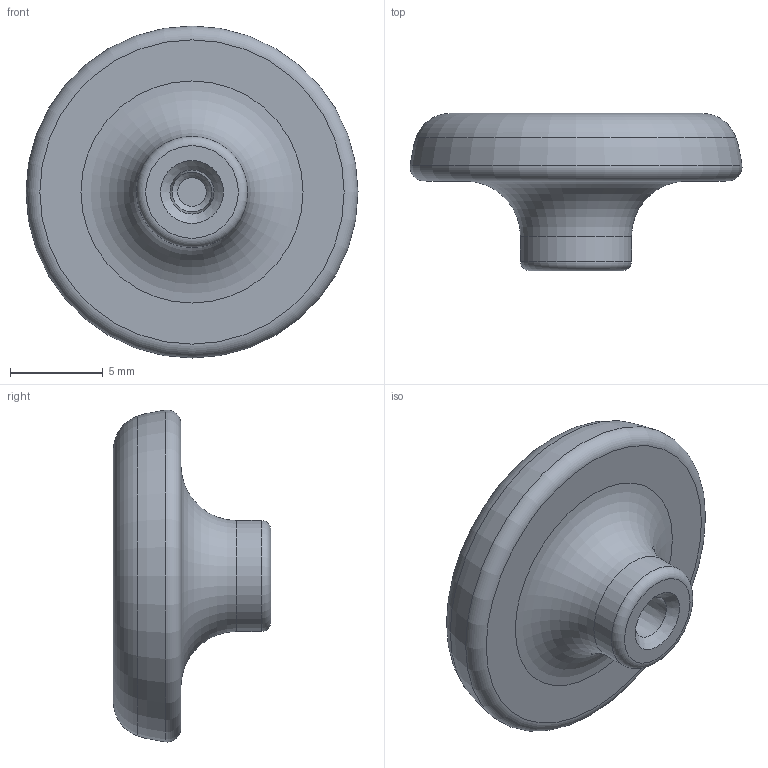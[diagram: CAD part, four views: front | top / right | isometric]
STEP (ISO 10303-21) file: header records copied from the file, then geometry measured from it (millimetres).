
FILE_DESCRIPTION(('FreeCAD Model'),'2;1');
FILE_NAME('Open CASCADE Shape Model','2025-01-05T22:43:22',(''),(''), 'Open CASCADE STEP processor 7.8','FreeCAD','Unknown');
FILE_SCHEMA(('AUTOMOTIVE_DESIGN { 1 0 10303 214 1 1 1 1 }'));
Length unit declared in the file: millimetre
Products named in the file (1): Chamfer001
Bounding box: 17.94 x 8.5 x 17.94 mm (x, y, z)
Volume: 939.1 mm3; surface area: 761.4 mm2
Topology: 1 solids, 1 shells, 16 faces, 28 edges, 16 vertices
Faces by surface type: torus 6, plane 4, cone 3, cylinder 1, revolution 1, sphere 1
Full cylindrical faces by diameter (mm): 6 x1
Entity records: 412 total; most frequent: DIRECTION 85, CARTESIAN_POINT 61, ORIENTED_EDGE 54, AXIS2_PLACEMENT_3D 40, EDGE_CURVE 27, CIRCLE 24, FACE_BOUND 19, EDGE_LOOP 19
